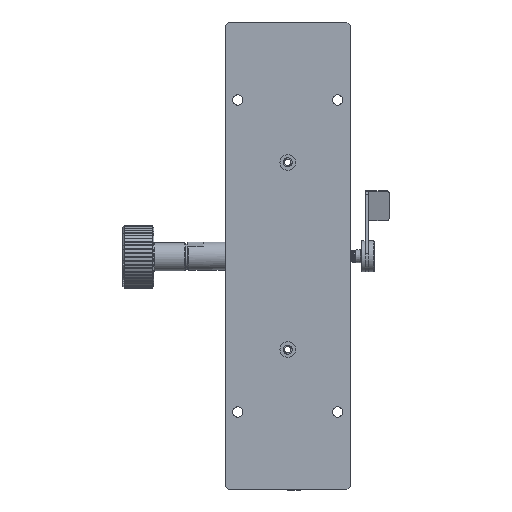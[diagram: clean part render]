
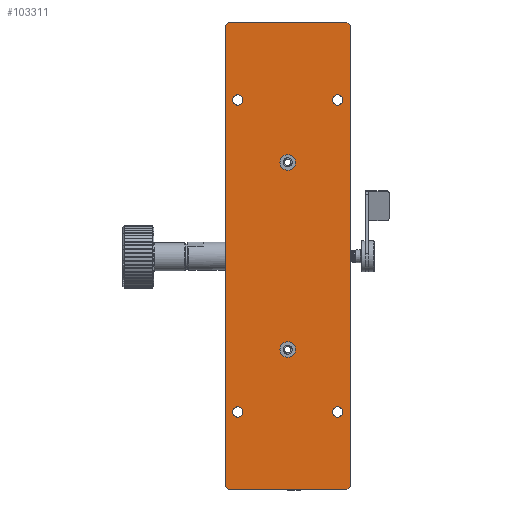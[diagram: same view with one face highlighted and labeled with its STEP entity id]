
A CAD part, front view. The second image highlights one B-rep face of the part: STEP entity #103311.
In plain terms, the highlighted planar face has unit normal (0, -1, 0).
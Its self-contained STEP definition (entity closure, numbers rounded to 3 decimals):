
#241 = CIRCLE ( 'NONE', #69466, 1.65 ) ;
#650 = EDGE_CURVE ( 'NONE', #103795, #97432, #56159, .T. ) ;
#959 = AXIS2_PLACEMENT_3D ( 'NONE', #134649, #120226, #97678 ) ;
#2843 = EDGE_LOOP ( 'NONE', ( #155521 ) ) ;
#3151 = VECTOR ( 'NONE', #92196, 1000. ) ;
#3709 = ORIENTED_EDGE ( 'NONE', *, *, #57655, .F. ) ;
#3770 = LINE ( 'NONE', #88851, #45969 ) ;
#6553 = CARTESIAN_POINT ( 'NONE',  ( 95.5, 94.935, 22.291 ) ) ;
#7757 = DIRECTION ( 'NONE',  ( -1., 0., 0. ) ) ;
#8066 = CARTESIAN_POINT ( 'NONE',  ( 89.85, 94.935, 146.291 ) ) ;
#10599 = CARTESIAN_POINT ( 'NONE',  ( 95.5, 94.935, 170.291 ) ) ;
#11516 = FACE_BOUND ( 'NONE', #73414, .T. ) ;
#12184 = EDGE_CURVE ( 'NONE', #116684, #116684, #141412, .T. ) ;
#20317 = DIRECTION ( 'NONE',  ( 0., -1., 0. ) ) ;
#20509 = DIRECTION ( 'NONE',  ( 0., -1., 0. ) ) ;
#20899 = CARTESIAN_POINT ( 'NONE',  ( 78., 94.935, 126.291 ) ) ;
#21901 = LINE ( 'NONE', #23495, #92441 ) ;
#23495 = CARTESIAN_POINT ( 'NONE',  ( 95.5, 94.935, 22.291 ) ) ;
#23879 = CARTESIAN_POINT ( 'NONE',  ( 56.5, 94.935, 171.291 ) ) ;
#28637 = VERTEX_POINT ( 'NONE', #10599 ) ;
#29240 = CARTESIAN_POINT ( 'NONE',  ( 91.5, 94.935, 46.291 ) ) ;
#33140 = EDGE_CURVE ( 'NONE', #61919, #99978, #95982, .T. ) ;
#40701 = CARTESIAN_POINT ( 'NONE',  ( 94.5, 94.935, 171.291 ) ) ;
#40960 = DIRECTION ( 'NONE',  ( -1., 0., 0. ) ) ;
#41067 = ORIENTED_EDGE ( 'NONE', *, *, #33140, .F. ) ;
#42349 = VECTOR ( 'NONE', #42566, 1000. ) ;
#42566 = DIRECTION ( 'NONE',  ( 1., 0., 0. ) ) ;
#42728 = CARTESIAN_POINT ( 'NONE',  ( 94.5, 94.935, 171.291 ) ) ;
#44072 = LINE ( 'NONE', #105863, #3151 ) ;
#44307 = CARTESIAN_POINT ( 'NONE',  ( 94.5, 94.935, 21.291 ) ) ;
#45969 = VECTOR ( 'NONE', #53480, 1000. ) ;
#46785 = CARTESIAN_POINT ( 'NONE',  ( 57.85, 94.935, 46.291 ) ) ;
#47013 = DIRECTION ( 'NONE',  ( 1., 0., 0. ) ) ;
#47813 = CARTESIAN_POINT ( 'NONE',  ( 55.5, 94.935, 171.291 ) ) ;
#50831 = ORIENTED_EDGE ( 'NONE', *, *, #145712, .T. ) ;
#51396 = CARTESIAN_POINT ( 'NONE',  ( 59.5, 94.935, 46.291 ) ) ;
#51607 = EDGE_LOOP ( 'NONE', ( #100255 ) ) ;
#52652 = VERTEX_POINT ( 'NONE', #57757 ) ;
#53480 = DIRECTION ( 'NONE',  ( -0.707, 0., 0.707 ) ) ;
#54221 = EDGE_LOOP ( 'NONE', ( #96848, #151550, #93446, #105585, #50831, #41067, #138938, #3709 ) ) ;
#56159 = LINE ( 'NONE', #154100, #42349 ) ;
#56262 = AXIS2_PLACEMENT_3D ( 'NONE', #143735, #70667, #93160 ) ;
#56654 = AXIS2_PLACEMENT_3D ( 'NONE', #123922, #62887, #136762 ) ;
#57655 = EDGE_CURVE ( 'NONE', #126778, #52652, #80810, .T. ) ;
#57757 = CARTESIAN_POINT ( 'NONE',  ( 56.5, 94.935, 21.291 ) ) ;
#60456 = FACE_BOUND ( 'NONE', #119985, .T. ) ;
#61919 = VERTEX_POINT ( 'NONE', #97145 ) ;
#62887 = DIRECTION ( 'NONE',  ( 0., -1., 0. ) ) ;
#63462 = VECTOR ( 'NONE', #144976, 1000. ) ;
#67022 = EDGE_CURVE ( 'NONE', #28637, #84443, #44072, .T. ) ;
#67514 = VERTEX_POINT ( 'NONE', #20899 ) ;
#68289 = CARTESIAN_POINT ( 'NONE',  ( 57.85, 94.935, 146.291 ) ) ;
#69466 = AXIS2_PLACEMENT_3D ( 'NONE', #29240, #20317, #78184 ) ;
#70140 = CIRCLE ( 'NONE', #959, 1.65 ) ;
#70664 = VERTEX_POINT ( 'NONE', #91553 ) ;
#70667 = DIRECTION ( 'NONE',  ( 0., -1., 0. ) ) ;
#73414 = EDGE_LOOP ( 'NONE', ( #108760 ) ) ;
#77177 = VERTEX_POINT ( 'NONE', #126175 ) ;
#78184 = DIRECTION ( 'NONE',  ( -1., 0., 0. ) ) ;
#79320 = CIRCLE ( 'NONE', #56262, 2.5 ) ;
#80076 = EDGE_LOOP ( 'NONE', ( #88334 ) ) ;
#80810 = LINE ( 'NONE', #129018, #133358 ) ;
#84443 = VERTEX_POINT ( 'NONE', #6553 ) ;
#84884 = CIRCLE ( 'NONE', #56654, 1.65 ) ;
#85218 = ORIENTED_EDGE ( 'NONE', *, *, #127805, .F. ) ;
#88334 = ORIENTED_EDGE ( 'NONE', *, *, #110157, .F. ) ;
#88650 = EDGE_CURVE ( 'NONE', #84443, #126778, #21901, .T. ) ;
#88851 = CARTESIAN_POINT ( 'NONE',  ( 55.5, 94.935, 22.291 ) ) ;
#91553 = CARTESIAN_POINT ( 'NONE',  ( 89.85, 94.935, 46.291 ) ) ;
#92196 = DIRECTION ( 'NONE',  ( 0., 0., -1. ) ) ;
#92441 = VECTOR ( 'NONE', #156749, 1000. ) ;
#93160 = DIRECTION ( 'NONE',  ( 1., 0., 0. ) ) ;
#93411 = FACE_BOUND ( 'NONE', #2843, .T. ) ;
#93446 = ORIENTED_EDGE ( 'NONE', *, *, #101780, .T. ) ;
#93642 = EDGE_CURVE ( 'NONE', #77177, #77177, #79320, .T. ) ;
#94331 = CARTESIAN_POINT ( 'NONE',  ( 75.5, 94.935, 126.291 ) ) ;
#94990 = FACE_BOUND ( 'NONE', #80076, .T. ) ;
#95982 = LINE ( 'NONE', #47813, #63462 ) ;
#96848 = ORIENTED_EDGE ( 'NONE', *, *, #88650, .F. ) ;
#97145 = CARTESIAN_POINT ( 'NONE',  ( 55.5, 94.935, 22.291 ) ) ;
#97432 = VERTEX_POINT ( 'NONE', #40701 ) ;
#97678 = DIRECTION ( 'NONE',  ( -1., 0., 0. ) ) ;
#98747 = EDGE_CURVE ( 'NONE', #52652, #61919, #3770, .T. ) ;
#99978 = VERTEX_POINT ( 'NONE', #153821 ) ;
#100255 = ORIENTED_EDGE ( 'NONE', *, *, #93642, .F. ) ;
#101780 = EDGE_CURVE ( 'NONE', #28637, #97432, #102142, .T. ) ;
#102142 = LINE ( 'NONE', #42728, #102800 ) ;
#102638 = CIRCLE ( 'NONE', #110314, 2.5 ) ;
#102800 = VECTOR ( 'NONE', #127053, 1000. ) ;
#103311 = ADVANCED_FACE ( 'NONE', ( #107853, #93411, #11516, #94990, #60456, #157606, #130362 ), #133541, .F. ) ;
#103795 = VERTEX_POINT ( 'NONE', #138278 ) ;
#105585 = ORIENTED_EDGE ( 'NONE', *, *, #650, .F. ) ;
#105863 = CARTESIAN_POINT ( 'NONE',  ( 95.5, 94.935, 171.291 ) ) ;
#107853 = FACE_OUTER_BOUND ( 'NONE', #54221, .T. ) ;
#108760 = ORIENTED_EDGE ( 'NONE', *, *, #12184, .F. ) ;
#110157 = EDGE_CURVE ( 'NONE', #70664, #70664, #241, .T. ) ;
#110314 = AXIS2_PLACEMENT_3D ( 'NONE', #94331, #20509, #47013 ) ;
#111345 = LINE ( 'NONE', #23879, #151611 ) ;
#113231 = AXIS2_PLACEMENT_3D ( 'NONE', #51396, #149356, #40960 ) ;
#116684 = VERTEX_POINT ( 'NONE', #46785 ) ;
#119124 = CARTESIAN_POINT ( 'NONE',  ( 95.5, 94.935, 171.291 ) ) ;
#119985 = EDGE_LOOP ( 'NONE', ( #85218 ) ) ;
#120069 = EDGE_CURVE ( 'NONE', #142941, #142941, #70140, .T. ) ;
#120226 = DIRECTION ( 'NONE',  ( 0., -1., 0. ) ) ;
#121259 = ORIENTED_EDGE ( 'NONE', *, *, #126069, .F. ) ;
#123922 = CARTESIAN_POINT ( 'NONE',  ( 91.5, 94.935, 146.291 ) ) ;
#126069 = EDGE_CURVE ( 'NONE', #67514, #67514, #102638, .T. ) ;
#126175 = CARTESIAN_POINT ( 'NONE',  ( 78., 94.935, 66.291 ) ) ;
#126778 = VERTEX_POINT ( 'NONE', #44307 ) ;
#127053 = DIRECTION ( 'NONE',  ( -0.707, 0., 0.707 ) ) ;
#127805 = EDGE_CURVE ( 'NONE', #130095, #130095, #84884, .T. ) ;
#129018 = CARTESIAN_POINT ( 'NONE',  ( 95.5, 94.935, 21.291 ) ) ;
#130095 = VERTEX_POINT ( 'NONE', #8066 ) ;
#130362 = FACE_BOUND ( 'NONE', #140563, .T. ) ;
#133358 = VECTOR ( 'NONE', #7757, 1000. ) ;
#133541 = PLANE ( 'NONE',  #143952 ) ;
#134649 = CARTESIAN_POINT ( 'NONE',  ( 59.5, 94.935, 146.291 ) ) ;
#136762 = DIRECTION ( 'NONE',  ( -1., 0., 0. ) ) ;
#138278 = CARTESIAN_POINT ( 'NONE',  ( 56.5, 94.935, 171.291 ) ) ;
#138938 = ORIENTED_EDGE ( 'NONE', *, *, #98747, .F. ) ;
#140563 = EDGE_LOOP ( 'NONE', ( #121259 ) ) ;
#141412 = CIRCLE ( 'NONE', #113231, 1.65 ) ;
#142941 = VERTEX_POINT ( 'NONE', #68289 ) ;
#143735 = CARTESIAN_POINT ( 'NONE',  ( 75.5, 94.935, 66.291 ) ) ;
#143952 = AXIS2_PLACEMENT_3D ( 'NONE', #119124, #156816, #144799 ) ;
#144799 = DIRECTION ( 'NONE',  ( -1., 0., 0. ) ) ;
#144976 = DIRECTION ( 'NONE',  ( 0., 0., 1. ) ) ;
#145712 = EDGE_CURVE ( 'NONE', #103795, #99978, #111345, .T. ) ;
#149048 = DIRECTION ( 'NONE',  ( -0.707, 0., -0.707 ) ) ;
#149356 = DIRECTION ( 'NONE',  ( 0., -1., 0. ) ) ;
#151550 = ORIENTED_EDGE ( 'NONE', *, *, #67022, .F. ) ;
#151611 = VECTOR ( 'NONE', #149048, 1000. ) ;
#153821 = CARTESIAN_POINT ( 'NONE',  ( 55.5, 94.935, 170.291 ) ) ;
#154100 = CARTESIAN_POINT ( 'NONE',  ( 95.5, 94.935, 171.291 ) ) ;
#155521 = ORIENTED_EDGE ( 'NONE', *, *, #120069, .F. ) ;
#156749 = DIRECTION ( 'NONE',  ( -0.707, 0., -0.707 ) ) ;
#156816 = DIRECTION ( 'NONE',  ( 0., 1., 0. ) ) ;
#157606 = FACE_BOUND ( 'NONE', #51607, .T. ) ;
